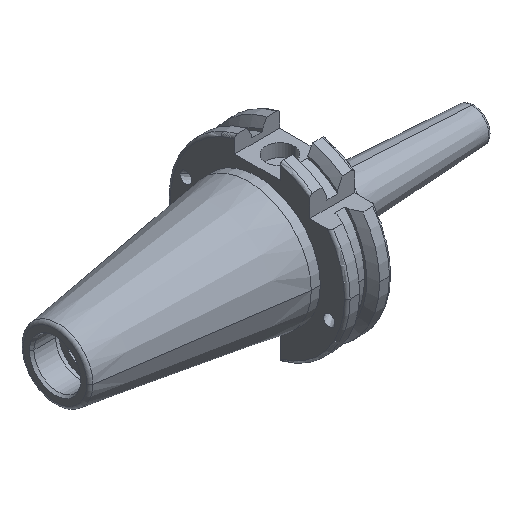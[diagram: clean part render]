
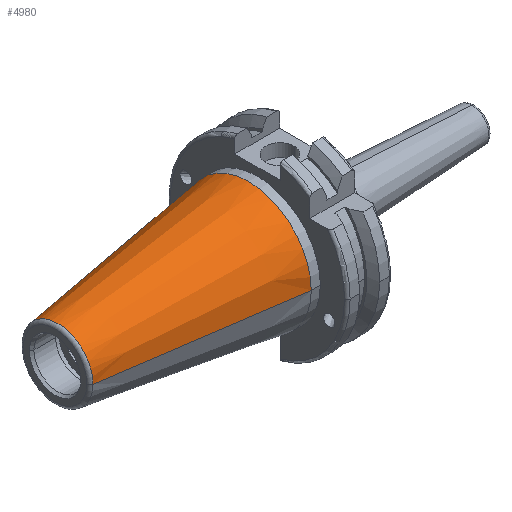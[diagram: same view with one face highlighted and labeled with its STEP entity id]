
A CAD part, isometric view. The second image highlights one B-rep face of the part: STEP entity #4980.
In plain terms, the highlighted conical face has half-angle 8.297 degrees and reference radius 22.225 mm.
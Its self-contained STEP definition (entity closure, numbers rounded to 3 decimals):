
#242 = ORIENTED_EDGE ( 'NONE', *, *, #4855, .T. ) ;
#480 = EDGE_CURVE ( 'NONE', #4672, #4189, #3819, .T. ) ;
#500 = DIRECTION ( 'NONE',  ( 1., 0., 0. ) ) ;
#705 = ORIENTED_EDGE ( 'NONE', *, *, #480, .F. ) ;
#791 = CIRCLE ( 'NONE', #3173, 22.225 ) ;
#939 = LINE ( 'NONE', #5727, #3544 ) ;
#1025 = VERTEX_POINT ( 'NONE', #6025 ) ;
#1474 = AXIS2_PLACEMENT_3D ( 'NONE', #5134, #5094, #5005 ) ;
#1576 = EDGE_LOOP ( 'NONE', ( #705, #242, #3110, #4074 ) ) ;
#1697 = DIRECTION ( 'NONE',  ( -1., 0., 0. ) ) ;
#1848 = CARTESIAN_POINT ( 'NONE',  ( 0., -22.225, 0. ) ) ;
#2378 = AXIS2_PLACEMENT_3D ( 'NONE', #5878, #500, #3904 ) ;
#2556 = VECTOR ( 'NONE', #5668, 1000. ) ;
#2681 = CARTESIAN_POINT ( 'NONE',  ( -67.373, 12.4, 0. ) ) ;
#2795 = EDGE_CURVE ( 'NONE', #1025, #4322, #791, .T. ) ;
#3110 = ORIENTED_EDGE ( 'NONE', *, *, #2795, .T. ) ;
#3173 = AXIS2_PLACEMENT_3D ( 'NONE', #4639, #1697, #5124 ) ;
#3321 = CARTESIAN_POINT ( 'NONE',  ( 0., 22.225, 0. ) ) ;
#3544 = VECTOR ( 'NONE', #3747, 1000. ) ;
#3560 = EDGE_CURVE ( 'NONE', #4189, #4322, #939, .T. ) ;
#3747 = DIRECTION ( 'NONE',  ( 0.99, 0.144, 0. ) ) ;
#3819 = CIRCLE ( 'NONE', #1474, 12.4 ) ;
#3839 = LINE ( 'NONE', #1848, #2556 ) ;
#3904 = DIRECTION ( 'NONE',  ( 0., 1., 0. ) ) ;
#4047 = CARTESIAN_POINT ( 'NONE',  ( -67.373, -12.4, 0. ) ) ;
#4074 = ORIENTED_EDGE ( 'NONE', *, *, #3560, .F. ) ;
#4189 = VERTEX_POINT ( 'NONE', #2681 ) ;
#4322 = VERTEX_POINT ( 'NONE', #3321 ) ;
#4639 = CARTESIAN_POINT ( 'NONE',  ( 0., 0., 0. ) ) ;
#4672 = VERTEX_POINT ( 'NONE', #4047 ) ;
#4855 = EDGE_CURVE ( 'NONE', #4672, #1025, #3839, .T. ) ;
#4980 = ADVANCED_FACE ( 'NONE', ( #5849 ), #5534, .T. ) ;
#5005 = DIRECTION ( 'NONE',  ( 0., -1., 0. ) ) ;
#5094 = DIRECTION ( 'NONE',  ( -1., 0., 0. ) ) ;
#5124 = DIRECTION ( 'NONE',  ( 0., -1., 0. ) ) ;
#5134 = CARTESIAN_POINT ( 'NONE',  ( -67.373, 0., 0. ) ) ;
#5534 = CONICAL_SURFACE ( 'NONE', #2378, 22.225, 0.145 ) ;
#5668 = DIRECTION ( 'NONE',  ( 0.99, -0.144, 0. ) ) ;
#5727 = CARTESIAN_POINT ( 'NONE',  ( 0., 22.225, 0. ) ) ;
#5849 = FACE_OUTER_BOUND ( 'NONE', #1576, .T. ) ;
#5878 = CARTESIAN_POINT ( 'NONE',  ( 0., 0., 0. ) ) ;
#6025 = CARTESIAN_POINT ( 'NONE',  ( 0., -22.225, 0. ) ) ;
